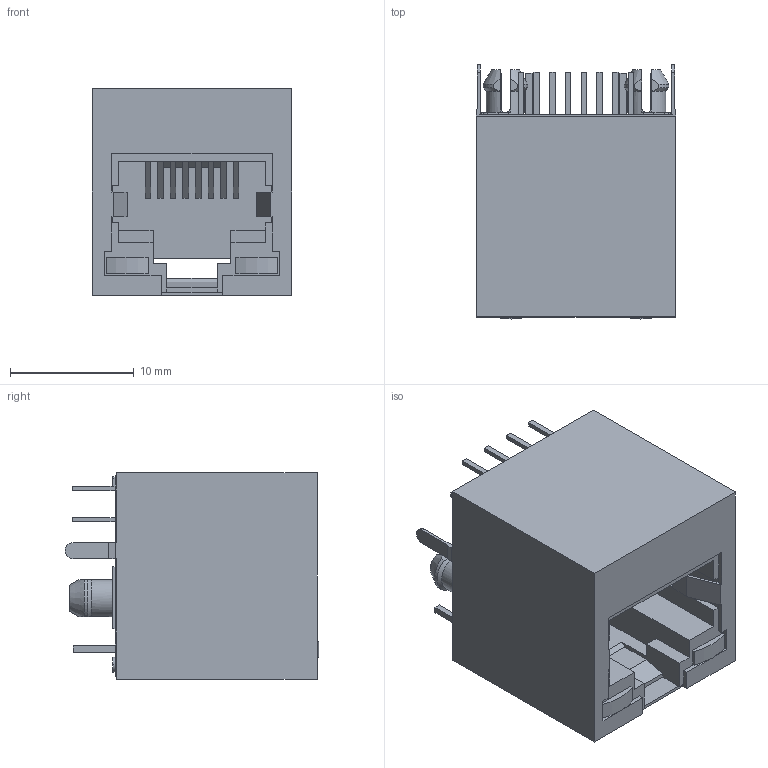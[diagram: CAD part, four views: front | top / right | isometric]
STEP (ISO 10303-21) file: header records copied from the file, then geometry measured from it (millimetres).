
FILE_DESCRIPTION(('Creo Elements/Direct Modeling STEP Export'),'2;1');
FILE_NAME('model.stp','2023-08-31T 7:27:23',(''),(''),'Creo Elements/Direct Modeling STEP processor for AP214 (Solid Model)','Creo Elements/Direct Modeling 20.1D 10-Oct-2020 (C) Parametric Technology GmbH','');
FILE_SCHEMA(('AUTOMOTIVE_DESIGN { 1 0 10303 214 1 1 1 1 }'));
Length unit declared in the file: millimetre
Products named in the file (2): CUC-SP-J1ST-S-R4LT-LED; CUC-SP-J1ST-S_R4LT-LED
Assembly tree (1 placements, depth 2):
  CUC-SP-J1ST-S_R4LT-LED
    CUC-SP-J1ST-S-R4LT-LED
Bounding box: 16.15 x 20.55 x 16.7 mm (x, y, z)
Volume: 3210.3 mm3; surface area: 2561.7 mm2
Topology: 1 solids, 1 shells, 278 faces, 762 edges, 506 vertices
Faces by surface type: plane 250, cylinder 20, cone 8
Entity records: 11302 total; most frequent: CARTESIAN_POINT 2122, ORIENTED_EDGE 1524, DIRECTION 1243, EDGE_CURVE 762, VECTOR 657, LINE 657, VERTEX_POINT 506, EDGE_LOOP 316
